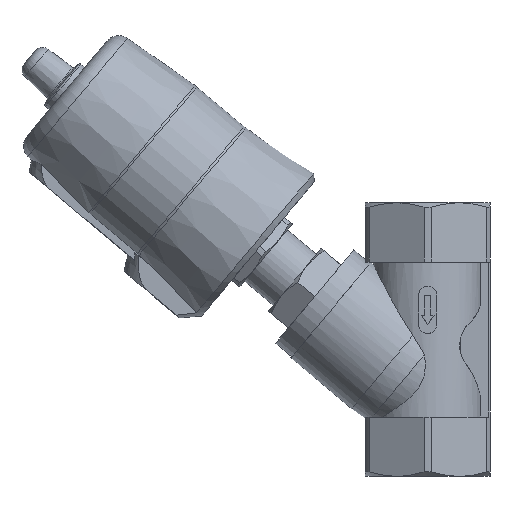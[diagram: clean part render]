
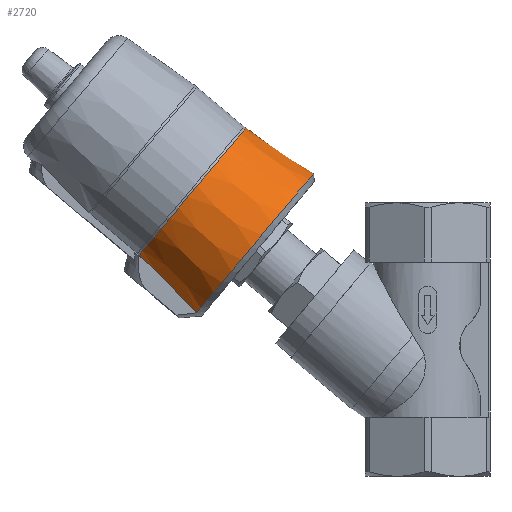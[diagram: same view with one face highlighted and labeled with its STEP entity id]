
A CAD part, left-side view. The second image highlights one B-rep face of the part: STEP entity #2720.
In plain terms, the highlighted conical face has half-angle 5.9 degrees and reference radius 28.042 mm.
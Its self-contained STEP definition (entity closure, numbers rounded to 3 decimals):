
#51=CONICAL_SURFACE('',#2992,28.042,0.103);
#528=B_SPLINE_CURVE_WITH_KNOTS('',3,(#4464,#4465,#4466,#4467,#4468,#4469,
#4470,#4471,#4472,#4473,#4474,#4475,#4476,#4477,#4478,#4479,#4480,#4481,
#4482,#4483,#4484,#4485,#4486,#4487,#4488,#4489,#4490,#4491,#4492,#4493,
#4494,#4495,#4496,#4497,#4498,#4499,#4500,#4501,#4502,#4503,#4504),
 .UNSPECIFIED.,.F.,.F.,(4,1,1,1,1,1,1,1,1,1,1,1,1,1,1,1,1,1,1,1,1,1,1,1,
1,1,1,1,1,1,1,1,1,1,1,1,1,1,4),(0.01,0.016,0.021,
0.026,0.032,0.037,0.043,
0.048,0.053,0.059,0.064,
0.07,0.075,0.08,0.083,
0.086,0.091,0.094,0.097,
0.102,0.105,0.107,0.113,
0.118,0.121,0.124,0.129,
0.132,0.134,0.14,0.143,
0.145,0.151,0.156,0.161,
0.167,0.172,0.178,0.183),
 .UNSPECIFIED.);
#542=B_SPLINE_CURVE_WITH_KNOTS('',3,(#4649,#4650,#4651,#4652),
 .UNSPECIFIED.,.F.,.F.,(4,4),(0.035,0.042),
 .UNSPECIFIED.);
#543=B_SPLINE_CURVE_WITH_KNOTS('',3,(#4664,#4665,#4666,#4667),
 .UNSPECIFIED.,.F.,.F.,(4,4),(0.054,0.055),
 .UNSPECIFIED.);
#546=B_SPLINE_CURVE_WITH_KNOTS('',3,(#4681,#4682,#4683,#4684),
 .UNSPECIFIED.,.F.,.F.,(4,4),(0.054,0.055),
 .UNSPECIFIED.);
#547=B_SPLINE_CURVE_WITH_KNOTS('',3,(#4694,#4695,#4696,#4697),
 .UNSPECIFIED.,.F.,.F.,(4,4),(0.,0.007),
 .UNSPECIFIED.);
#548=B_SPLINE_CURVE_WITH_KNOTS('',3,(#4701,#4702,#4703,#4704),
 .UNSPECIFIED.,.F.,.F.,(4,4),(0.007,0.026),
 .UNSPECIFIED.);
#549=B_SPLINE_CURVE_WITH_KNOTS('',3,(#4705,#4706,#4707,#4708),
 .UNSPECIFIED.,.F.,.F.,(4,4),(0.007,0.026),
 .UNSPECIFIED.);
#869=ORIENTED_EDGE('',*,*,#1592,.T.);
#870=ORIENTED_EDGE('',*,*,#1534,.T.);
#871=ORIENTED_EDGE('',*,*,#1593,.F.);
#872=ORIENTED_EDGE('',*,*,#1590,.T.);
#873=ORIENTED_EDGE('',*,*,#1588,.T.);
#874=ORIENTED_EDGE('',*,*,#1585,.F.);
#875=ORIENTED_EDGE('',*,*,#1584,.T.);
#876=ORIENTED_EDGE('',*,*,#1581,.T.);
#877=ORIENTED_EDGE('',*,*,#1579,.T.);
#878=ORIENTED_EDGE('',*,*,#1575,.T.);
#1534=EDGE_CURVE('',#1906,#1905,#528,.T.);
#1575=EDGE_CURVE('',#1939,#1940,#542,.T.);
#1579=EDGE_CURVE('',#1942,#1939,#2136,.F.);
#1581=EDGE_CURVE('',#1943,#1942,#543,.T.);
#1584=EDGE_CURVE('',#1944,#1943,#2137,.T.);
#1585=EDGE_CURVE('',#1944,#1945,#546,.T.);
#1588=EDGE_CURVE('',#1947,#1945,#2138,.F.);
#1590=EDGE_CURVE('',#1948,#1947,#547,.T.);
#1592=EDGE_CURVE('',#1940,#1906,#548,.T.);
#1593=EDGE_CURVE('',#1948,#1905,#549,.T.);
#1905=VERTEX_POINT('',#4463);
#1906=VERTEX_POINT('',#4505);
#1939=VERTEX_POINT('',#4653);
#1940=VERTEX_POINT('',#4654);
#1942=VERTEX_POINT('',#4661);
#1943=VERTEX_POINT('',#4668);
#1944=VERTEX_POINT('',#4678);
#1945=VERTEX_POINT('',#4685);
#1947=VERTEX_POINT('',#4691);
#1948=VERTEX_POINT('',#4698);
#2136=CIRCLE('',#2984,28.107);
#2137=CIRCLE('',#2987,28.042);
#2138=CIRCLE('',#2990,28.107);
#2279=EDGE_LOOP('',(#869,#870,#871,#872,#873,#874,#875,#876,#877,#878));
#2489=FACE_BOUND('',#2279,.T.);
#2720=ADVANCED_FACE('',(#2489),#51,.T.);
#2984=AXIS2_PLACEMENT_3D('',#4660,#3496,#3497);
#2987=AXIS2_PLACEMENT_3D('',#4679,#3503,#3504);
#2990=AXIS2_PLACEMENT_3D('',#4690,#3511,#3512);
#2992=AXIS2_PLACEMENT_3D('',#4700,#3517,#3518);
#3496=DIRECTION('',(-0.643,0.766,0.));
#3497=DIRECTION('',(-0.766,-0.643,0.));
#3503=DIRECTION('',(0.643,-0.766,0.));
#3504=DIRECTION('',(0.766,0.643,0.));
#3511=DIRECTION('',(-0.643,0.766,0.));
#3512=DIRECTION('',(-0.766,-0.643,0.));
#3517=DIRECTION('',(0.643,-0.766,0.));
#3518=DIRECTION('',(0.766,0.643,0.));
#4463=CARTESIAN_POINT('',(-53.777,76.086,10.));
#4464=CARTESIAN_POINT('',(-53.777,76.086,-10.));
#4465=CARTESIAN_POINT('',(-54.228,75.708,-11.714));
#4466=CARTESIAN_POINT('',(-55.342,74.773,-14.989));
#4467=CARTESIAN_POINT('',(-57.692,72.802,-19.529));
#4468=CARTESIAN_POINT('',(-60.563,70.393,-23.397));
#4469=CARTESIAN_POINT('',(-63.967,67.537,-26.605));
#4470=CARTESIAN_POINT('',(-67.679,64.422,-28.944));
#4471=CARTESIAN_POINT('',(-71.724,61.028,-30.428));
#4472=CARTESIAN_POINT('',(-75.824,57.588,-30.956));
#4473=CARTESIAN_POINT('',(-80.014,54.072,-30.532));
#4474=CARTESIAN_POINT('',(-84.003,50.725,-29.185));
#4475=CARTESIAN_POINT('',(-87.824,47.519,-26.905));
#4476=CARTESIAN_POINT('',(-91.216,44.673,-23.847));
#4477=CARTESIAN_POINT('',(-94.202,42.168,-19.989));
#4478=CARTESIAN_POINT('',(-96.18,40.508,-16.332));
#4479=CARTESIAN_POINT('',(-97.48,39.417,-13.1));
#4480=CARTESIAN_POINT('',(-98.54,38.528,-9.777));
#4481=CARTESIAN_POINT('',(-99.26,37.923,-6.305));
#4482=CARTESIAN_POINT('',(-99.627,37.615,-2.689));
#4483=CARTESIAN_POINT('',(-99.746,37.515,0.902));
#4484=CARTESIAN_POINT('',(-99.507,37.716,4.495));
#4485=CARTESIAN_POINT('',(-98.898,38.227,8.051));
#4486=CARTESIAN_POINT('',(-98.065,38.926,11.47));
#4487=CARTESIAN_POINT('',(-96.59,40.163,15.573));
#4488=CARTESIAN_POINT('',(-94.583,41.847,19.277));
#4489=CARTESIAN_POINT('',(-92.718,43.412,21.91));
#4490=CARTESIAN_POINT('',(-90.651,45.147,24.356));
#4491=CARTESIAN_POINT('',(-88.374,47.057,26.404));
#4492=CARTESIAN_POINT('',(-85.925,49.112,28.041));
#4493=CARTESIAN_POINT('',(-83.335,51.285,29.411));
#4494=CARTESIAN_POINT('',(-80.665,53.526,30.308));
#4495=CARTESIAN_POINT('',(-77.929,55.821,30.746));
#4496=CARTESIAN_POINT('',(-75.134,58.166,30.867));
#4497=CARTESIAN_POINT('',(-71.72,61.031,30.427));
#4498=CARTESIAN_POINT('',(-67.677,64.423,28.943));
#4499=CARTESIAN_POINT('',(-63.964,67.539,26.603));
#4500=CARTESIAN_POINT('',(-60.559,70.396,23.392));
#4501=CARTESIAN_POINT('',(-57.692,72.802,19.529));
#4502=CARTESIAN_POINT('',(-55.339,74.776,14.984));
#4503=CARTESIAN_POINT('',(-54.226,75.71,11.705));
#4504=CARTESIAN_POINT('',(-53.777,76.086,10.));
#4505=CARTESIAN_POINT('',(-53.777,76.086,-10.));
#4649=CARTESIAN_POINT('',(-72.155,94.674,-7.808));
#4650=CARTESIAN_POINT('',(-70.753,93.004,-8.619));
#4651=CARTESIAN_POINT('',(-69.324,91.301,-9.335));
#4652=CARTESIAN_POINT('',(-67.887,89.588,-10.));
#4653=CARTESIAN_POINT('',(-72.155,94.674,-7.808));
#4654=CARTESIAN_POINT('',(-67.887,89.588,-10.));
#4660=CARTESIAN_POINT('',(-92.838,77.318,0.));
#4661=CARTESIAN_POINT('',(-72.315,94.539,-8.5));
#4664=CARTESIAN_POINT('',(-72.768,94.973,-8.5));
#4665=CARTESIAN_POINT('',(-72.617,94.828,-8.5));
#4666=CARTESIAN_POINT('',(-72.466,94.684,-8.5));
#4667=CARTESIAN_POINT('',(-72.315,94.539,-8.5));
#4668=CARTESIAN_POINT('',(-72.768,94.973,-8.5));
#4678=CARTESIAN_POINT('',(-72.768,94.973,8.5));
#4679=CARTESIAN_POINT('',(-93.239,77.796,0.));
#4681=CARTESIAN_POINT('',(-72.768,94.973,8.5));
#4682=CARTESIAN_POINT('',(-72.617,94.828,8.5));
#4683=CARTESIAN_POINT('',(-72.466,94.684,8.5));
#4684=CARTESIAN_POINT('',(-72.315,94.539,8.5));
#4685=CARTESIAN_POINT('',(-72.315,94.539,8.5));
#4690=CARTESIAN_POINT('',(-92.838,77.318,0.));
#4691=CARTESIAN_POINT('',(-72.155,94.674,7.808));
#4694=CARTESIAN_POINT('',(-67.887,89.588,10.));
#4695=CARTESIAN_POINT('',(-69.325,91.302,9.335));
#4696=CARTESIAN_POINT('',(-70.751,93.001,8.62));
#4697=CARTESIAN_POINT('',(-72.155,94.674,7.808));
#4698=CARTESIAN_POINT('',(-67.887,89.588,10.));
#4700=CARTESIAN_POINT('',(-93.239,77.796,0.));
#4701=CARTESIAN_POINT('',(-67.887,89.588,-10.));
#4702=CARTESIAN_POINT('',(-63.182,85.09,-10.));
#4703=CARTESIAN_POINT('',(-58.479,80.589,-10.));
#4704=CARTESIAN_POINT('',(-53.777,76.086,-10.));
#4705=CARTESIAN_POINT('',(-67.887,89.588,10.));
#4706=CARTESIAN_POINT('',(-63.182,85.09,10.));
#4707=CARTESIAN_POINT('',(-58.479,80.589,10.));
#4708=CARTESIAN_POINT('',(-53.777,76.086,10.));
